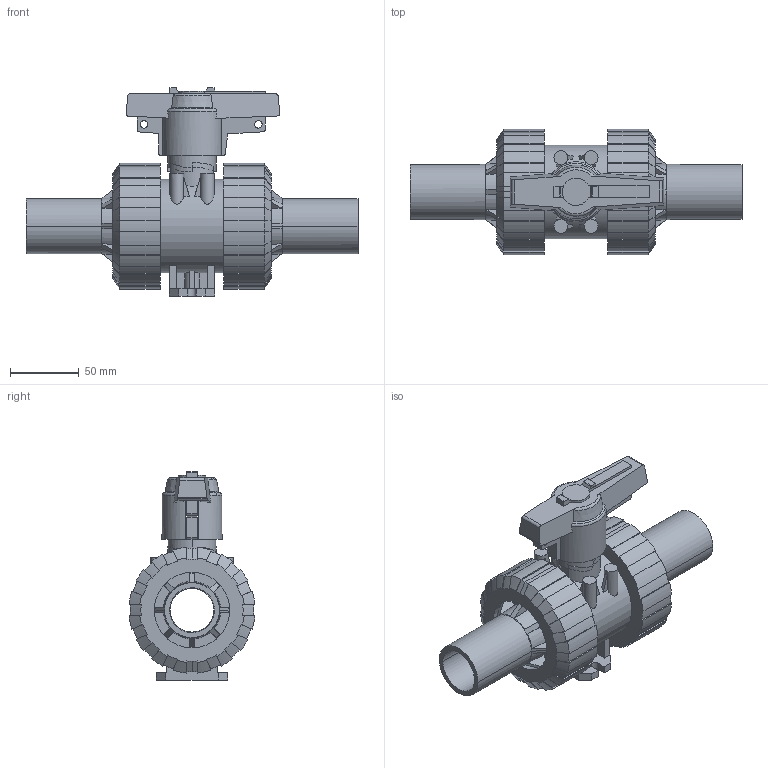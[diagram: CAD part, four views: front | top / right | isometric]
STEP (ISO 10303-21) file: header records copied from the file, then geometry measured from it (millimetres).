
FILE_DESCRIPTION(('STEP AP214'),'1');
FILE_NAME('cctmp_DF853427-284D-47CD-B22C-F59DB44D6C02_2021_10_20_13_11_56_0729..stp','2021-10-20T11:11:57',('Praher Valves GmbH'),('CADClick - www.CADClick.com'),'Spatial InterOp 3D',' ','unknown authorization');
FILE_SCHEMA(('AUTOMOTIVE_DESIGN'));
Length unit declared in the file: millimetre
Products named in the file (7): cc_unnamed; 210460_5; 210460_4; 210460_3; 210460_2; 210460_1; 210460
Assembly tree (6 placements, depth 2):
  cc_unnamed
    210460_5
    210460_4
    210460_3
    210460_2
    210460_1
    210460
Bounding box: 242 x 91.65 x 151.77 mm (x, y, z)
Volume: 680424.9 mm3; surface area: 165587.7 mm2
Topology: 6 solids, 6 shells, 516 faces, 1480 edges, 982 vertices
Faces by surface type: plane 250, cylinder 122, cone 80, bspline 56, torus 8
Entity records: 23557 total; most frequent: CARTESIAN_POINT 6384, ORIENTED_EDGE 2960, DIRECTION 2426, EDGE_CURVE 1480, VERTEX_POINT 982, AXIS2_PLACEMENT_3D 865, LINE 696, VECTOR 696
